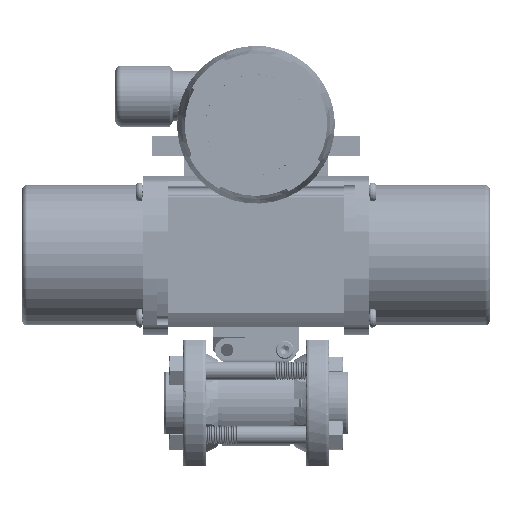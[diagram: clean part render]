
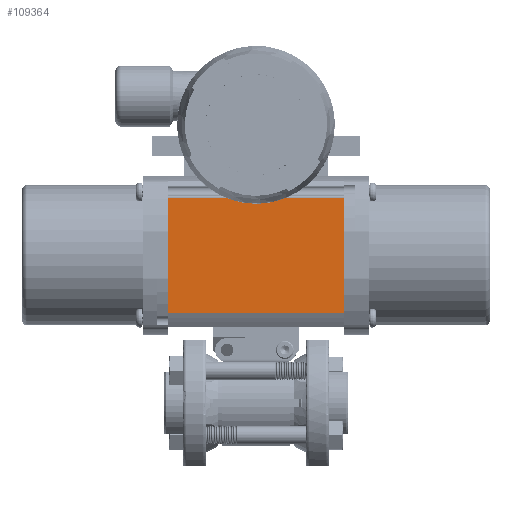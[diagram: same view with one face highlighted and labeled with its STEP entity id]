
A CAD part, top view. The second image highlights one B-rep face of the part: STEP entity #109364.
In plain terms, the highlighted planar face has unit normal (0, 0, 1).
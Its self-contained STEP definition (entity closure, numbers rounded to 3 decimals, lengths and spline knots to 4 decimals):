
#977 = LINE ( 'NONE', #62308, #99792 ) ;
#1193 = VERTEX_POINT ( 'NONE', #127084 ) ;
#3943 = EDGE_CURVE ( 'NONE', #233758, #186337, #149073, .T. ) ;
#11167 = VECTOR ( 'NONE', #196832, 39.3701 ) ;
#26868 = DIRECTION ( 'NONE',  ( 0., 1., 0. ) ) ;
#38072 = VECTOR ( 'NONE', #26868, 39.3701 ) ;
#46706 = DIRECTION ( 'NONE',  ( 1., 0., 0. ) ) ;
#52842 = AXIS2_PLACEMENT_3D ( 'NONE', #205791, #245304, #127419 ) ;
#57700 = ORIENTED_EDGE ( 'NONE', *, *, #3943, .F. ) ;
#57796 = EDGE_CURVE ( 'NONE', #1193, #186337, #977, .T. ) ;
#62308 = CARTESIAN_POINT ( 'NONE',  ( -5.0403, 3.5621, 1.17 ) ) ;
#99792 = VECTOR ( 'NONE', #138925, 39.3701 ) ;
#106795 = PLANE ( 'NONE',  #52842 ) ;
#108431 = ORIENTED_EDGE ( 'NONE', *, *, #57796, .T. ) ;
#109364 = ADVANCED_FACE ( 'NONE', ( #222126 ), #106795, .F. ) ;
#127084 = CARTESIAN_POINT ( 'NONE',  ( 1.5275, 3.5621, 1.17 ) ) ;
#127419 = DIRECTION ( 'NONE',  ( 0., -1., 0. ) ) ;
#129224 = VECTOR ( 'NONE', #46706, 39.3701 ) ;
#133208 = EDGE_CURVE ( 'NONE', #1193, #161160, #220799, .T. ) ;
#135399 = LINE ( 'NONE', #206003, #129224 ) ;
#138645 = EDGE_LOOP ( 'NONE', ( #202161, #108431, #57700, #155639 ) ) ;
#138925 = DIRECTION ( 'NONE',  ( -1., 0., 0. ) ) ;
#144151 = EDGE_CURVE ( 'NONE', #233758, #161160, #135399, .T. ) ;
#144903 = CARTESIAN_POINT ( 'NONE',  ( -1.5275, 3.5694, 1.17 ) ) ;
#149073 = LINE ( 'NONE', #144903, #38072 ) ;
#155639 = ORIENTED_EDGE ( 'NONE', *, *, #144151, .T. ) ;
#161160 = VERTEX_POINT ( 'NONE', #182254 ) ;
#172416 = CARTESIAN_POINT ( 'NONE',  ( -1.5275, 3.5621, 1.17 ) ) ;
#182254 = CARTESIAN_POINT ( 'NONE',  ( 1.5275, 1.5679, 1.17 ) ) ;
#186337 = VERTEX_POINT ( 'NONE', #172416 ) ;
#195259 = CARTESIAN_POINT ( 'NONE',  ( -1.5275, 1.5679, 1.17 ) ) ;
#196832 = DIRECTION ( 'NONE',  ( 0., -1., 0. ) ) ;
#202161 = ORIENTED_EDGE ( 'NONE', *, *, #133208, .F. ) ;
#205791 = CARTESIAN_POINT ( 'NONE',  ( -5.0403, 3.5694, 1.17 ) ) ;
#206003 = CARTESIAN_POINT ( 'NONE',  ( -5.0403, 1.5679, 1.17 ) ) ;
#216525 = CARTESIAN_POINT ( 'NONE',  ( 1.5275, 3.5694, 1.17 ) ) ;
#220799 = LINE ( 'NONE', #216525, #11167 ) ;
#222126 = FACE_OUTER_BOUND ( 'NONE', #138645, .T. ) ;
#233758 = VERTEX_POINT ( 'NONE', #195259 ) ;
#245304 = DIRECTION ( 'NONE',  ( 0., 0., -1. ) ) ;
